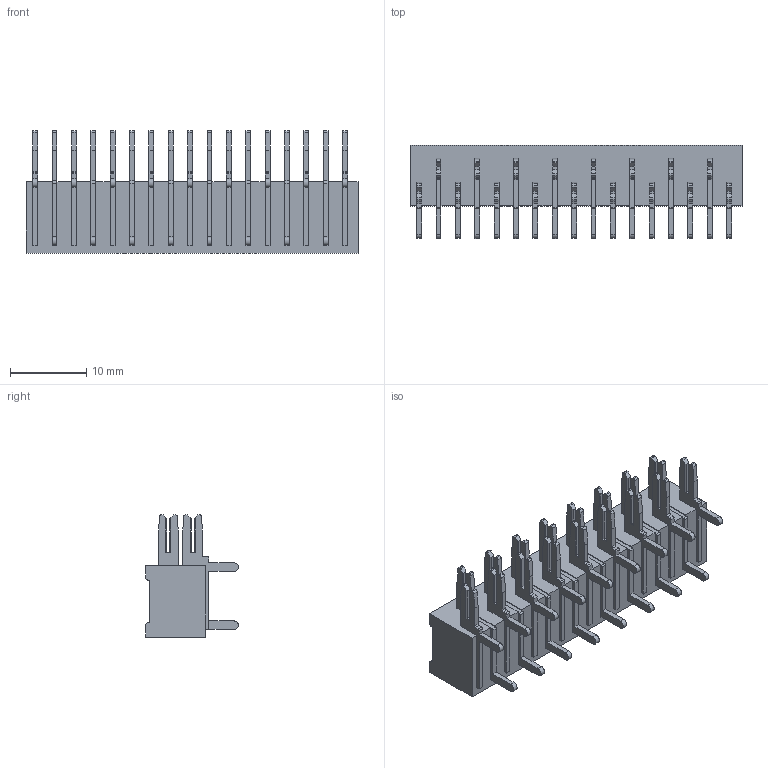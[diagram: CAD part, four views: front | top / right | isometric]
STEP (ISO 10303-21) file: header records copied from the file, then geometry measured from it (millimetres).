
FILE_DESCRIPTION (( 'STEP AP203' ), '1' );
FILE_NAME ('422-017-521-100.STEP', '2019-11-28T19:36:50', ( '' ), ( '' ), 'SwSTEP 2.0', 'SolidWorks 2016', '' );
FILE_SCHEMA (( 'CONFIG_CONTROL_DESIGN' ));
Length unit declared in the file: inch
Products named in the file (4): 421-290-001_121; 422-017-521-100; 422 Part_17; 421-290-002_121
Assembly tree (18 placements, depth 2):
  422-017-521-100
    422 Part_17
    421-290-001_121  x8
    421-290-002_121  x9
Bounding box: 43.54 x 12.19 x 16.05 mm (x, y, z)
Volume: 3347.4 mm3; surface area: 5662 mm2
Topology: 18 solids, 18 shells, 622 faces, 1740 edges, 1160 vertices
Faces by surface type: plane 496, cylinder 126
Entity records: 7860 total; most frequent: CARTESIAN_POINT 1257, ORIENTED_EDGE 1224, DIRECTION 1188, EDGE_CURVE 612, LINE 510, VECTOR 510, VERTEX_POINT 408, AXIS2_PLACEMENT_3D 339
